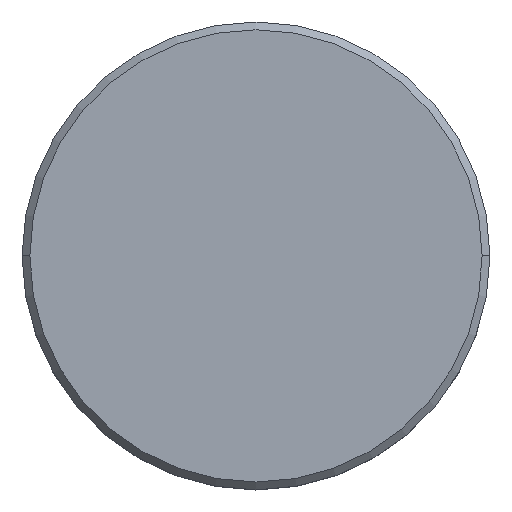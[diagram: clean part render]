
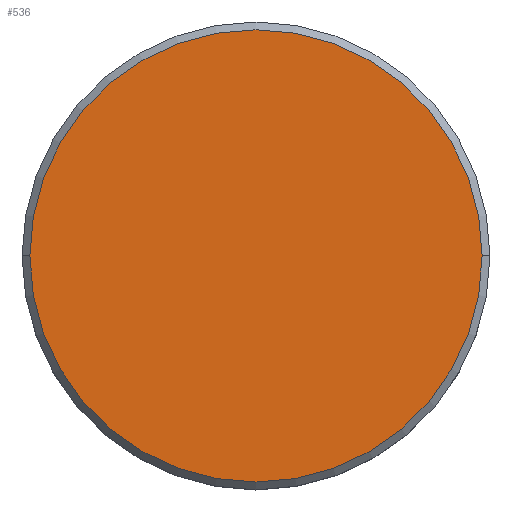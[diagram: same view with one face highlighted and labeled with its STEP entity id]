
A CAD part, top view. The second image highlights one B-rep face of the part: STEP entity #536.
In plain terms, the highlighted planar face has unit normal (0, 0, 1).
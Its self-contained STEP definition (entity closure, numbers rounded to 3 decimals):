
#5 = CARTESIAN_POINT ( 'NONE',  ( 0., 0., 0. ) ) ;
#31 = FACE_OUTER_BOUND ( 'NONE', #259, .T. ) ;
#35 = ORIENTED_EDGE ( 'NONE', *, *, #1017, .T. ) ;
#93 = DIRECTION ( 'NONE',  ( 1., 0., 0. ) ) ;
#104 = CARTESIAN_POINT ( 'NONE',  ( 0., 0., 0. ) ) ;
#112 = CARTESIAN_POINT ( 'NONE',  ( 14.5, 0., 0. ) ) ;
#245 = CARTESIAN_POINT ( 'NONE',  ( -14.5, 0., 0. ) ) ;
#259 = EDGE_LOOP ( 'NONE', ( #443, #35 ) ) ;
#353 = CARTESIAN_POINT ( 'NONE',  ( 0., 0., 0. ) ) ;
#370 = AXIS2_PLACEMENT_3D ( 'NONE', #5, #909, #808 ) ;
#417 = AXIS2_PLACEMENT_3D ( 'NONE', #353, #442, #93 ) ;
#442 = DIRECTION ( 'NONE',  ( 0., 0., 1. ) ) ;
#443 = ORIENTED_EDGE ( 'NONE', *, *, #827, .T. ) ;
#500 = VERTEX_POINT ( 'NONE', #245 ) ;
#510 = CIRCLE ( 'NONE', #710, 14.5 ) ;
#515 = VERTEX_POINT ( 'NONE', #112 ) ;
#536 = ADVANCED_FACE ( 'NONE', ( #31 ), #921, .T. ) ;
#710 = AXIS2_PLACEMENT_3D ( 'NONE', #104, #914, #765 ) ;
#765 = DIRECTION ( 'NONE',  ( 1., 0., 0. ) ) ;
#808 = DIRECTION ( 'NONE',  ( 1., 0., 0. ) ) ;
#827 = EDGE_CURVE ( 'NONE', #500, #515, #510, .T. ) ;
#909 = DIRECTION ( 'NONE',  ( 0., 0., 1. ) ) ;
#914 = DIRECTION ( 'NONE',  ( 0., 0., 1. ) ) ;
#921 = PLANE ( 'NONE',  #417 ) ;
#940 = CIRCLE ( 'NONE', #370, 14.5 ) ;
#1017 = EDGE_CURVE ( 'NONE', #515, #500, #940, .T. ) ;
